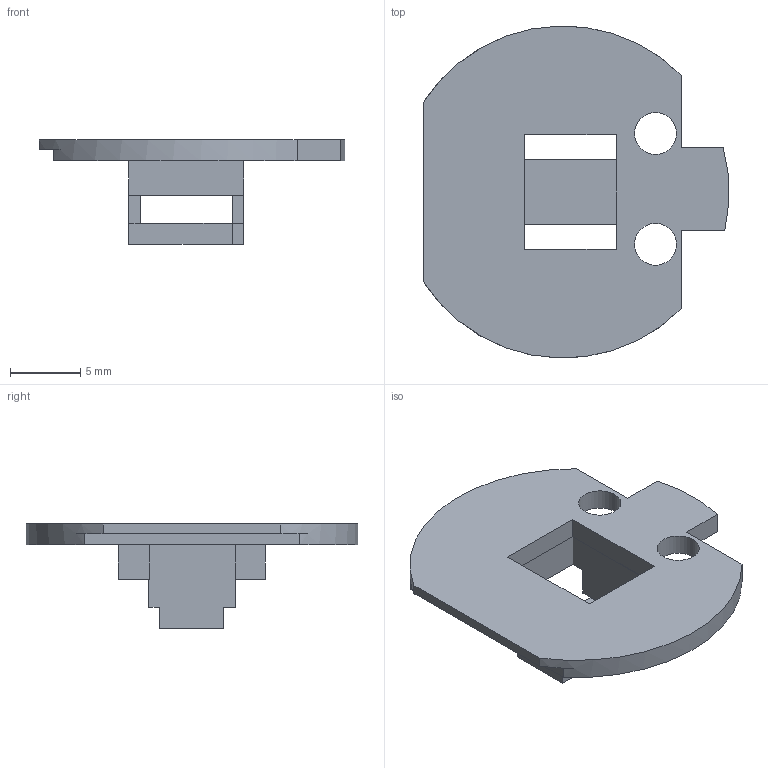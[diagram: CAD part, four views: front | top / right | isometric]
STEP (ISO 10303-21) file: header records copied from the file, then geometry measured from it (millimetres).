
FILE_DESCRIPTION(/* description */ (''),/* implementation_level */ '2;1');
FILE_NAME(/* name */ 'test button holder v2.step',/* time_stamp */ '2024-08-25T20:42:25-07:00',/* author */ (''),/* organization */ (''),/* preprocessor_version */ 'ST-DEVELOPER v20',/* originating_system */ 'Autodesk Translation Framework v13.14.0.145',/* authorisation */ '');
FILE_SCHEMA (('AUTOMOTIVE_DESIGN { 1 0 10303 214 3 1 1 }'));
Length unit declared in the file: millimetre
Products named in the file (1): Water Testing Box
Bounding box: 21.84 x 23.71 x 7.44 mm (x, y, z)
Volume: 652.9 mm3; surface area: 1213 mm2
Topology: 1 solids, 1 shells, 52 faces, 147 edges, 97 vertices
Faces by surface type: plane 47, cylinder 5
Full cylindrical faces by diameter (mm): 3 x2
Entity records: 1716 total; most frequent: CARTESIAN_POINT 297, ORIENTED_EDGE 294, DIRECTION 267, EDGE_CURVE 147, LINE 133, VECTOR 133, VERTEX_POINT 97, AXIS2_PLACEMENT_3D 67
